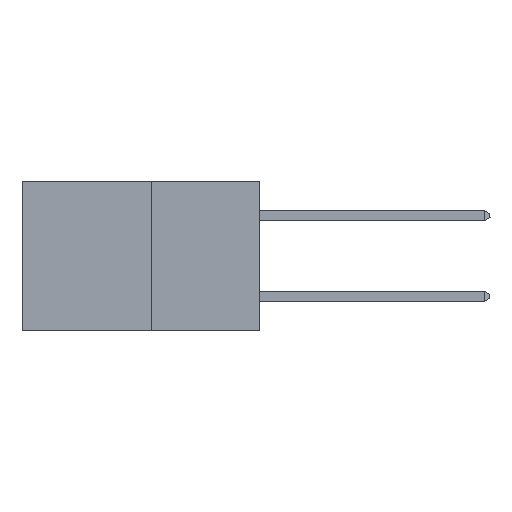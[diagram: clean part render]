
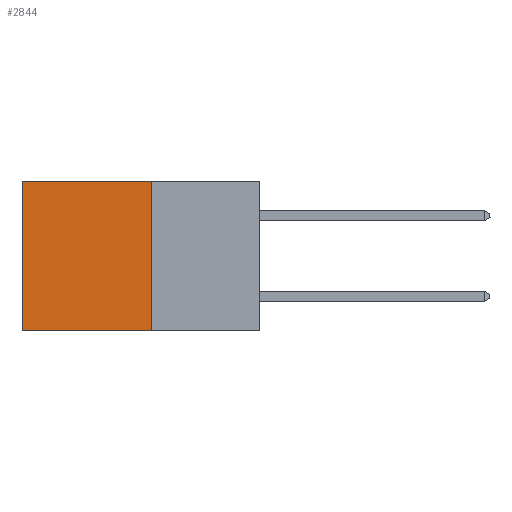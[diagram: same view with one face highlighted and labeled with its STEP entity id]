
A CAD part, left-side view. The second image highlights one B-rep face of the part: STEP entity #2844.
In plain terms, the highlighted planar face has unit normal (-1, 0, 0).
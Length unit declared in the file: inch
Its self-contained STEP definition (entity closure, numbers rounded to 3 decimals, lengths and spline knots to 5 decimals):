
#744 = EDGE_CURVE ( 'NONE', #27371, #25378, #23019, .T. ) ;
#2748 = ORIENTED_EDGE ( 'NONE', *, *, #7303, .T. ) ;
#2844 = ADVANCED_FACE ( 'NONE', ( #12159 ), #27256, .F. ) ;
#3189 = ORIENTED_EDGE ( 'NONE', *, *, #744, .F. ) ;
#4529 = ORIENTED_EDGE ( 'NONE', *, *, #17446, .F. ) ;
#5088 = VECTOR ( 'NONE', #23807, 39.37008 ) ;
#7303 = EDGE_CURVE ( 'NONE', #19436, #25378, #30151, .T. ) ;
#8366 = CARTESIAN_POINT ( 'NONE',  ( 0.277, 0.27, -0.37 ) ) ;
#9750 = DIRECTION ( 'NONE',  ( 0., 0., -1. ) ) ;
#9862 = CARTESIAN_POINT ( 'NONE',  ( 0.277, 0.27, -0.37 ) ) ;
#10360 = VECTOR ( 'NONE', #9750, 39.37008 ) ;
#10541 = EDGE_CURVE ( 'NONE', #20060, #19436, #24354, .T. ) ;
#11026 = VECTOR ( 'NONE', #31049, 39.37008 ) ;
#12159 = FACE_OUTER_BOUND ( 'NONE', #24903, .T. ) ;
#17446 = EDGE_CURVE ( 'NONE', #20060, #27371, #24226, .T. ) ;
#17850 = CARTESIAN_POINT ( 'NONE',  ( 0.277, 0.27, 0. ) ) ;
#19436 = VERTEX_POINT ( 'NONE', #24923 ) ;
#20060 = VERTEX_POINT ( 'NONE', #17850 ) ;
#20393 = DIRECTION ( 'NONE',  ( 0., 0., -1. ) ) ;
#21402 = CARTESIAN_POINT ( 'NONE',  ( 0.277, 0.27, 0. ) ) ;
#21478 = CARTESIAN_POINT ( 'NONE',  ( 0.277, 0.59, -0.37 ) ) ;
#21751 = CARTESIAN_POINT ( 'NONE',  ( 0.277, 0.59, -0.37 ) ) ;
#23019 = LINE ( 'NONE', #30525, #11026 ) ;
#23455 = VECTOR ( 'NONE', #20393, 39.37008 ) ;
#23807 = DIRECTION ( 'NONE',  ( 0., 1., 0. ) ) ;
#24226 = LINE ( 'NONE', #8366, #23455 ) ;
#24354 = LINE ( 'NONE', #21402, #5088 ) ;
#24903 = EDGE_LOOP ( 'NONE', ( #2748, #3189, #4529, #29601 ) ) ;
#24923 = CARTESIAN_POINT ( 'NONE',  ( 0.277, 0.59, 0. ) ) ;
#25378 = VERTEX_POINT ( 'NONE', #21478 ) ;
#26906 = DIRECTION ( 'NONE',  ( 0., 0., -1. ) ) ;
#26911 = DIRECTION ( 'NONE',  ( 1., 0., 0. ) ) ;
#26942 = CARTESIAN_POINT ( 'NONE',  ( 0.277, 0.27, -0.37 ) ) ;
#27256 = PLANE ( 'NONE',  #30624 ) ;
#27371 = VERTEX_POINT ( 'NONE', #9862 ) ;
#29601 = ORIENTED_EDGE ( 'NONE', *, *, #10541, .T. ) ;
#30151 = LINE ( 'NONE', #21751, #10360 ) ;
#30525 = CARTESIAN_POINT ( 'NONE',  ( 0.277, 0.27, -0.37 ) ) ;
#30624 = AXIS2_PLACEMENT_3D ( 'NONE', #26942, #26911, #26906 ) ;
#31049 = DIRECTION ( 'NONE',  ( 0., 1., 0. ) ) ;
